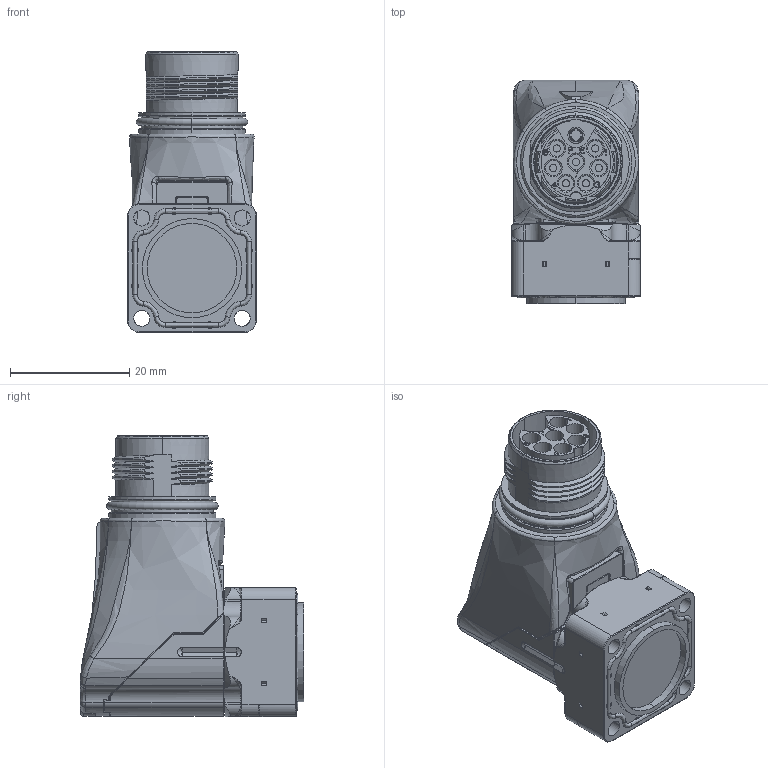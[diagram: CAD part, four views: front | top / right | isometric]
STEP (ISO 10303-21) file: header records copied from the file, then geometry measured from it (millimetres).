
FILE_DESCRIPTION((''),'2;1');
FILE_NAME('ST-7EP1N8AAD00S','2015-02-26T',('skraut'),(''),'PRO/ENGINEER BY PARAMETRIC TECHNOLOGY CORPORATION, 2013230','PRO/ENGINEER BY PARAMETRIC TECHNOLOGY CORPORATION, 2013230','');
FILE_SCHEMA(('AUTOMOTIVE_DESIGN { 1 0 10303 214 1 1 1 1 }'));
Products named in the file (1): ST-7EP1N8AAD00S
Bounding box: 21.6 x 37.45 x 47.15 mm (x, y, z)
Volume: 20387.9 mm3; surface area: 7718.6 mm2
Topology: 1 solids, 1 shells, 1175 faces, 3071 edges, 1939 vertices
Faces by surface type: plane 534, cylinder 279, bspline 203, torus 99, cone 23, sphere 16, revolution 12, extrusion 9
Entity records: 49432 total; most frequent: CARTESIAN_POINT 21695, ORIENTED_EDGE 6134, DIRECTION 5246, EDGE_CURVE 3067, VERTEX_POINT 1939, AXIS2_PLACEMENT_3D 1817, VECTOR 1600, LINE 1591
